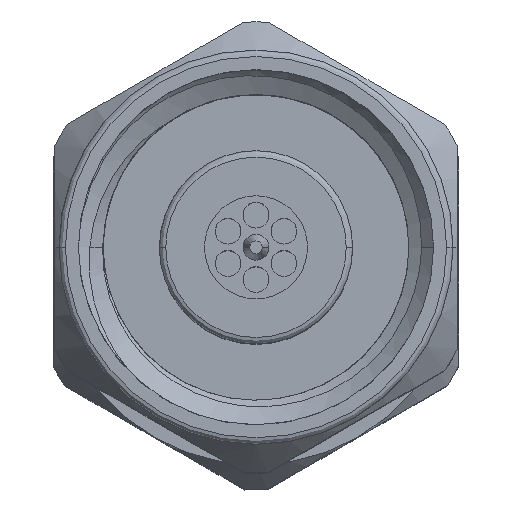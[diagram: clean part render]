
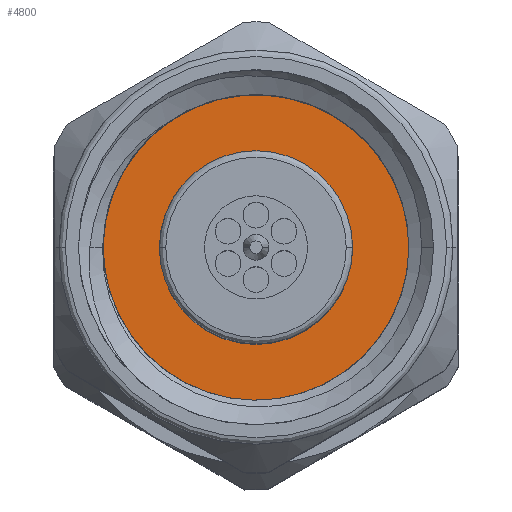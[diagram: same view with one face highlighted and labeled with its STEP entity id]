
A CAD part, top view. The second image highlights one B-rep face of the part: STEP entity #4800.
In plain terms, the highlighted face is planar.
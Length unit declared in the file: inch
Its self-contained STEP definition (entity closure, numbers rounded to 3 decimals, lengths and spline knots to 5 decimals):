
#92 = EDGE_LOOP ( 'NONE', ( #817, #4768 ) ) ;
#817 = ORIENTED_EDGE ( 'NONE', *, *, #5988, .T. ) ;
#860 = VERTEX_POINT ( 'NONE', #9242 ) ;
#1270 = CARTESIAN_POINT ( 'NONE',  ( 0.3, 0., 0. ) ) ;
#1321 = DIRECTION ( 'NONE',  ( -1., 0., 0. ) ) ;
#3769 = CIRCLE ( 'NONE', #9454, 0.1378 ) ;
#4768 = ORIENTED_EDGE ( 'NONE', *, *, #8424, .T. ) ;
#4800 = ADVANCED_FACE ( 'NONE', ( #9599 ), #6697, .T. ) ;
#4885 = DIRECTION ( 'NONE',  ( -1., 0., 0. ) ) ;
#5877 = DIRECTION ( 'NONE',  ( -1., 0., 0. ) ) ;
#5988 = EDGE_CURVE ( 'NONE', #6041, #860, #9025, .T. ) ;
#6041 = VERTEX_POINT ( 'NONE', #6635 ) ;
#6596 = CARTESIAN_POINT ( 'NONE',  ( 0.3, 0., 0. ) ) ;
#6635 = CARTESIAN_POINT ( 'NONE',  ( 0.3, 0., 0.1378 ) ) ;
#6687 = DIRECTION ( 'NONE',  ( 0., 0., 1. ) ) ;
#6697 = PLANE ( 'NONE',  #8604 ) ;
#7214 = DIRECTION ( 'NONE',  ( 0., 0., 1. ) ) ;
#8020 = CARTESIAN_POINT ( 'NONE',  ( 0.3, 0., 0. ) ) ;
#8424 = EDGE_CURVE ( 'NONE', #860, #6041, #3769, .T. ) ;
#8604 = AXIS2_PLACEMENT_3D ( 'NONE', #6596, #5877, #9693 ) ;
#9025 = CIRCLE ( 'NONE', #9842, 0.1378 ) ;
#9242 = CARTESIAN_POINT ( 'NONE',  ( 0.3, 0., -0.1378 ) ) ;
#9454 = AXIS2_PLACEMENT_3D ( 'NONE', #8020, #4885, #7214 ) ;
#9599 = FACE_OUTER_BOUND ( 'NONE', #92, .T. ) ;
#9693 = DIRECTION ( 'NONE',  ( 0., 0., 1. ) ) ;
#9842 = AXIS2_PLACEMENT_3D ( 'NONE', #1270, #1321, #6687 ) ;
